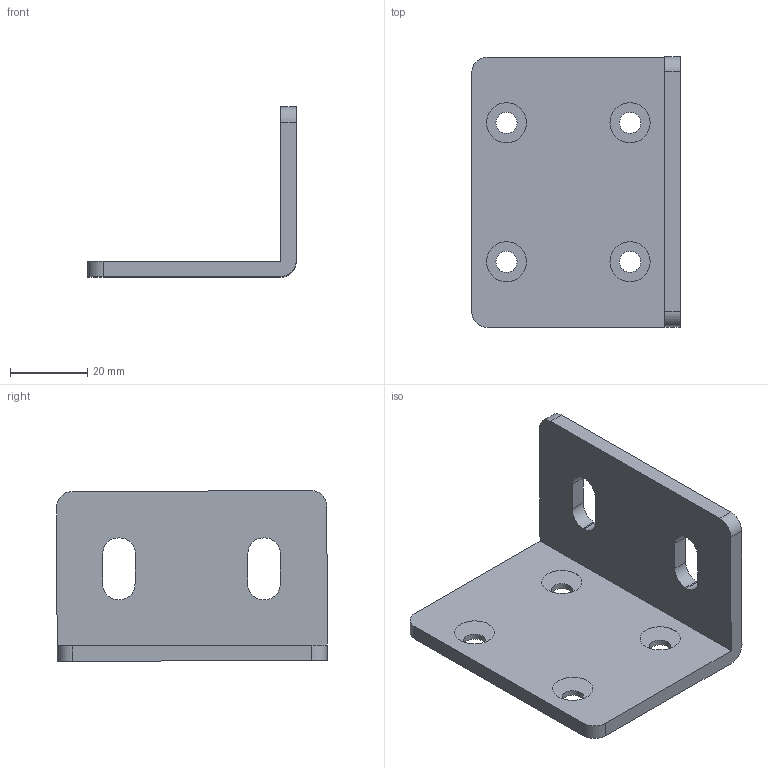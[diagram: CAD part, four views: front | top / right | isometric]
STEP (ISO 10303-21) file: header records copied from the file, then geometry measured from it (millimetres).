
FILE_DESCRIPTION(/* description */ (''),/* implementation_level */ '2;1');
FILE_NAME(/* name */ 'Linear Guide Mount.step',/* time_stamp */ '2021-11-09T16:49:22+01:00',/* author */ (''),/* organization */ (''),/* preprocessor_version */ 'ST-DEVELOPER v18.1',/* originating_system */ 'Autodesk Translation Framework v10.10.0.1391',/* authorisation */ '');
FILE_SCHEMA (('AUTOMOTIVE_DESIGN { 1 0 10303 214 3 1 1 }'));
Length unit declared in the file: millimetre
Products named in the file (1): Linear Guide Mount
Bounding box: 54 x 70.14 x 44.22 mm (x, y, z)
Volume: 24410.2 mm3; surface area: 14161.3 mm2
Topology: 1 solids, 1 shells, 37 faces, 101 edges, 66 vertices
Faces by surface type: cylinder 17, plane 16, cone 4
Full cylindrical faces by diameter (mm): 5.5 x4
Entity records: 1238 total; most frequent: DIRECTION 215, CARTESIAN_POINT 205, ORIENTED_EDGE 202, EDGE_CURVE 101, AXIS2_PLACEMENT_3D 76, VERTEX_POINT 66, LINE 63, VECTOR 63
